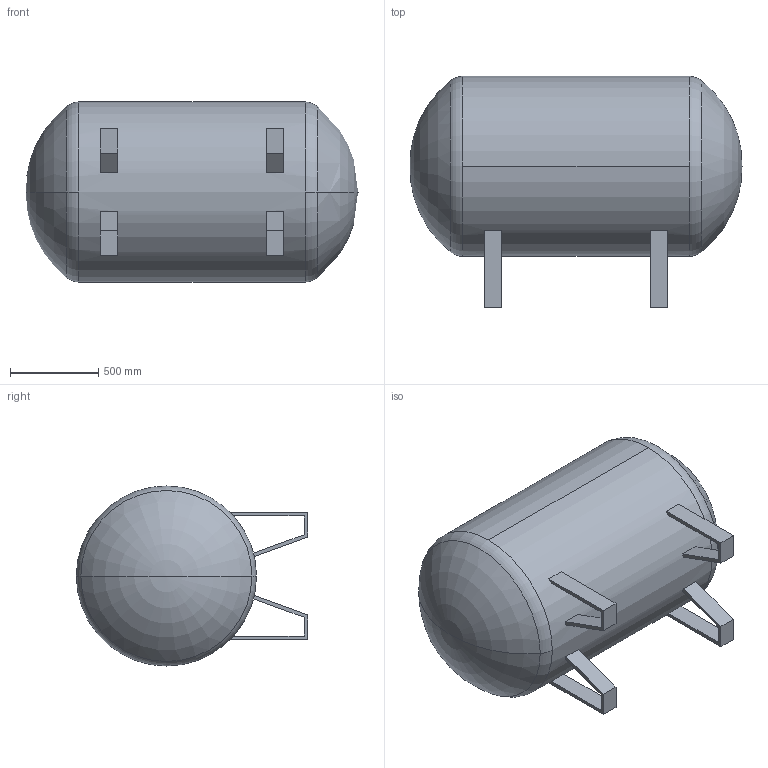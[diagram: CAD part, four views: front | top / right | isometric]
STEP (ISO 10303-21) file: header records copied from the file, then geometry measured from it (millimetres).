
FILE_DESCRIPTION (( 'STEP AP214' ), '1' );
FILE_NAME ('tank.STEP', '2025-02-13T03:50:30', ( '' ), ( '' ), 'SwSTEP 2.0', 'SolidWorks 2024', '' );
FILE_SCHEMA (( 'AUTOMOTIVE_DESIGN' ));
Length unit declared in the file: millimetre
Products named in the file (1): tank
Bounding box: 1880 x 1310 x 1020 mm (x, y, z)
Volume: 69904087.8 mm3; surface area: 13414969.4 mm2
Topology: 1 solids, 2 shells, 54 faces, 148 edges, 92 vertices
Faces by surface type: plane 34, torus 16, cylinder 4
Entity records: 1705 total; most frequent: DIRECTION 306, CARTESIAN_POINT 287, ORIENTED_EDGE 280, EDGE_CURVE 140, AXIS2_PLACEMENT_3D 111, VERTEX_POINT 92, LINE 84, VECTOR 84
